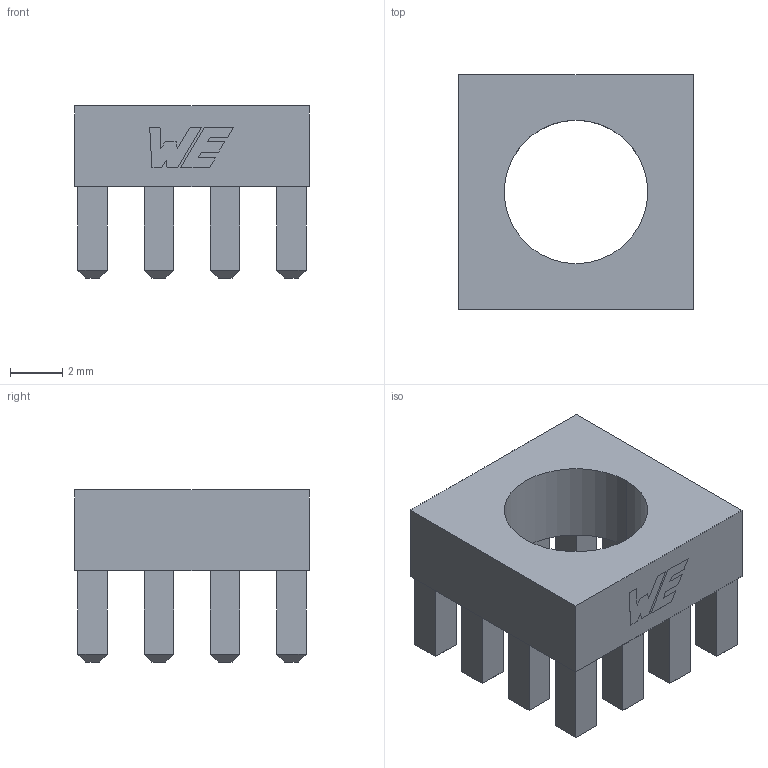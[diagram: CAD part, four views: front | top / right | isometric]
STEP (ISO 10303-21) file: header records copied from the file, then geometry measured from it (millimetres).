
FILE_DESCRIPTION (( 'STEP AP203' ), '1' );
FILE_NAME ('LF990201-A01.STEP', '2021-09-10T12:00:12', ( '' ), ( '' ), 'SwSTEP 2.0', 'SolidWorks 2018', '' );
FILE_SCHEMA (( 'CONFIG_CONTROL_DESIGN' ));
Length unit declared in the file: millimetre
Products named in the file (1): LF990201-A01
Bounding box: 9 x 9 x 6.6 mm (x, y, z)
Volume: 229.1 mm3; surface area: 458.2 mm2
Topology: 1 solids, 1 shells, 143 faces, 333 edges, 206 vertices
Faces by surface type: plane 141, cylinder 2
Entity records: 4008 total; most frequent: CARTESIAN_POINT 683, ORIENTED_EDGE 666, DIRECTION 625, EDGE_CURVE 333, LINE 329, VECTOR 329, VERTEX_POINT 206, EDGE_LOOP 159
